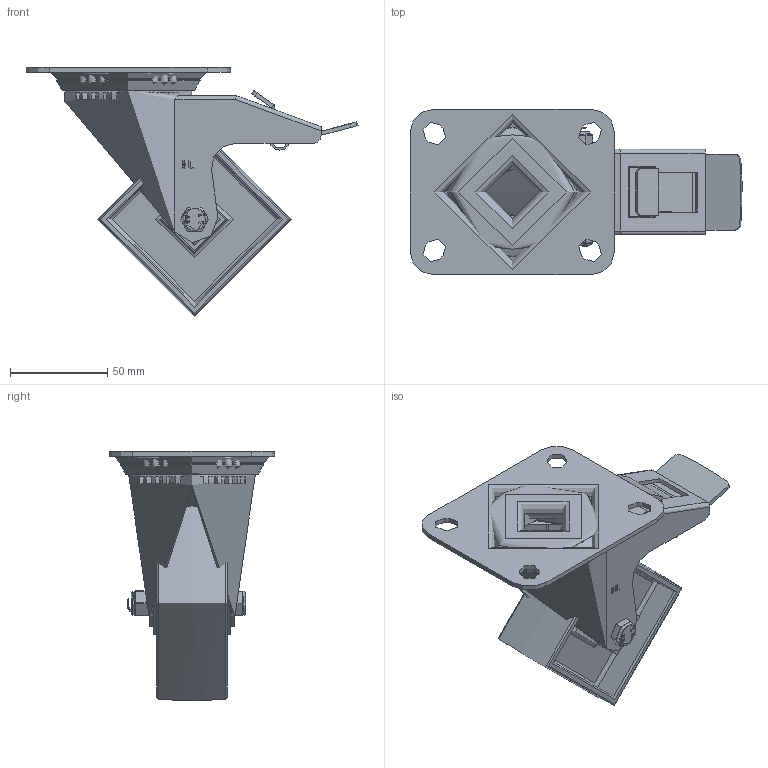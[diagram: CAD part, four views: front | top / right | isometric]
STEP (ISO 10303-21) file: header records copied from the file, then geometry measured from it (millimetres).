
FILE_DESCRIPTION(/* description */ ('','CAx-IF Rec.Pracs.---Representation and Presentation of Product Manufacturing Information (PMI)---4.0---2014-10-13'),/* implementation_level */ '2;1');
FILE_NAME(/* name */ 'BZMM100PLBSWB.step',/* time_stamp */ '2024-12-16T09:18:12Z',/* author */ (''),/* organization */ (''),/* preprocessor_version */ 'ST-DEVELOPER v20',/* originating_system */ 'Autodesk Translation Framework v13.20.0.188',/* authorisation */ '');
FILE_SCHEMA (('AP242_MANAGED_MODEL_BASED_3D_ENGINEERING_MIM_LF { 1 0 10303 442 1 1 4 }'));
Length unit declared in the file: millimetre
Products named in the file (24): BZMM100PLBSWB; BZMM100ASSWB v1; ZINC PLATED, PRESSED STEEL TOP PLATE; ZINC PLATED, PRESSED STEEL TOP PLATE Geometry; BALL BEARINGS; Component1; ZINC PLATED, PRESSED STEEL FORKS; BEARING SEAL; ZINC PLATED, PRESSED STEEL BRAKE PEDAL; BRAKE PAD; TUBEM12X40 v1; ZINC PLATED STEEL TUBE; HEXBOLTM8X55Z8.8 v2; GRADE 8.8 ZINC PLATED BOLT; BZML100WPLRB v2; POLYPROPYLENE WHEEL (1); NYLON BEARING; NYLON CAGE; RIBS; Component4; NYLOCM8Z v1; NYLOC NUT; NUT; RUBBER
Assembly tree (53 placements, depth 5):
  BZMM100PLBSWB
    BZMM100ASSWB v1
      ZINC PLATED, PRESSED STEEL TOP PLATE
        ZINC PLATED, PRESSED STEEL TOP PLATE Geometry
        BALL BEARINGS
          Component1  x24
      ZINC PLATED, PRESSED STEEL FORKS
      BEARING SEAL
      ZINC PLATED, PRESSED STEEL BRAKE PEDAL
      BRAKE PAD
    TUBEM12X40 v1
      ZINC PLATED STEEL TUBE
    HEXBOLTM8X55Z8.8 v2
      GRADE 8.8 ZINC PLATED BOLT
    BZML100WPLRB v2
      POLYPROPYLENE WHEEL (1)
      NYLON BEARING
        NYLON CAGE
        RIBS
          Component4  x8
    NYLOCM8Z v1
      NYLOC NUT
        NUT
        RUBBER
Bounding box: 170.42 x 85 x 127.9 mm (x, y, z)
Volume: 199631.6 mm3; surface area: 120233.3 mm2
Topology: 43 solids, 43 shells, 651 faces, 1681 edges, 1070 vertices
Faces by surface type: plane 346, cylinder 186, sphere 48, bspline 39, torus 23, cone 9
Full cylindrical faces by diameter (mm): 0.664 x2, 3 x8, 6.446 x7, 7.866 x13, 8 x3, 8.2 x2, 8.4 x1, 8.6 x2, 11.5 x1, 11.9 x1, 12.1 x1, 12.5 x1, 18 x2, 27 x1, 27.5 x1, 31.5 x1, 56 x2, 61 x1, 65 x1, 88 x2
Entity records: 25285 total; most frequent: CARTESIAN_POINT 9545, ORIENTED_EDGE 3166, DIRECTION 3130, EDGE_CURVE 1583, AXIS2_PLACEMENT_3D 1080, VERTEX_POINT 1010, LINE 970, VECTOR 970
